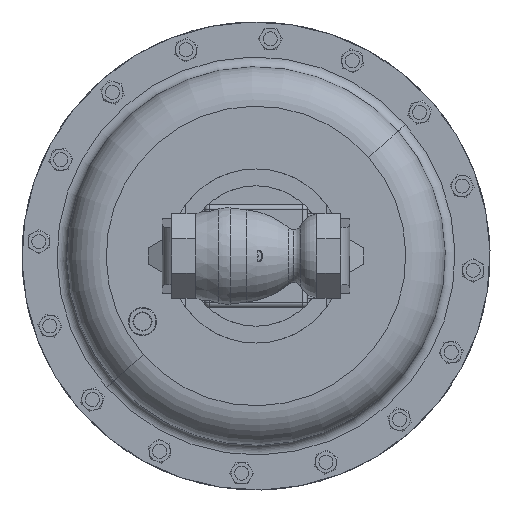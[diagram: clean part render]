
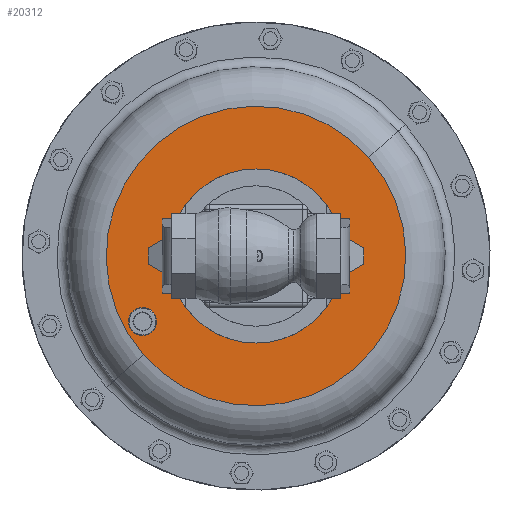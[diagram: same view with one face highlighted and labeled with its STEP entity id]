
A CAD part, front view. The second image highlights one B-rep face of the part: STEP entity #20312.
In plain terms, the highlighted planar face has unit normal (0, -1, 0).
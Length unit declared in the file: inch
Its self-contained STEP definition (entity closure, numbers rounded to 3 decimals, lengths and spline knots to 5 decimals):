
#58 = CARTESIAN_POINT ( 'NONE',  ( -3.03109, 7.835, -1.75 ) ) ;
#326 = DIRECTION ( 'NONE',  ( 0., 1., 0. ) ) ;
#686 = DIRECTION ( 'NONE',  ( -0.752, 0., -0.659 ) ) ;
#1688 = CARTESIAN_POINT ( 'NONE',  ( -3.00736, 7.835, -2.63738 ) ) ;
#2265 = DIRECTION ( 'NONE',  ( 0., 1., 0. ) ) ;
#3294 = EDGE_CURVE ( 'NONE', #7811, #12392, #20393, .T. ) ;
#3417 = ORIENTED_EDGE ( 'NONE', *, *, #6948, .T. ) ;
#4531 = VERTEX_POINT ( 'NONE', #23381 ) ;
#4768 = EDGE_CURVE ( 'NONE', #13573, #23280, #10569, .T. ) ;
#5349 = EDGE_LOOP ( 'NONE', ( #25156, #7893 ) ) ;
#5554 = EDGE_CURVE ( 'NONE', #12392, #7811, #14048, .T. ) ;
#5959 = DIRECTION ( 'NONE',  ( 0., -1., 0. ) ) ;
#6070 = CARTESIAN_POINT ( 'NONE',  ( 0., 7.835, 0. ) ) ;
#6656 = AXIS2_PLACEMENT_3D ( 'NONE', #17333, #17416, #17603 ) ;
#6948 = EDGE_CURVE ( 'NONE', #23499, #4531, #23641, .T. ) ;
#7537 = DIRECTION ( 'NONE',  ( 0., -1., 0. ) ) ;
#7694 = CARTESIAN_POINT ( 'NONE',  ( 0., 7.835, 0. ) ) ;
#7811 = VERTEX_POINT ( 'NONE', #1688 ) ;
#7893 = ORIENTED_EDGE ( 'NONE', *, *, #16320, .F. ) ;
#8694 = DIRECTION ( 'NONE',  ( 1., 0., 0. ) ) ;
#9171 = AXIS2_PLACEMENT_3D ( 'NONE', #6070, #5959, #16290 ) ;
#9707 = CIRCLE ( 'NONE', #9171, 2.325 ) ;
#10569 = CIRCLE ( 'NONE', #14956, 2.325 ) ;
#10789 = DIRECTION ( 'NONE',  ( -0.752, 0., -0.659 ) ) ;
#11077 = CARTESIAN_POINT ( 'NONE',  ( 0., 7.835, 0. ) ) ;
#11182 = DIRECTION ( 'NONE',  ( 0., -1., 0. ) ) ;
#11547 = CARTESIAN_POINT ( 'NONE',  ( 0., 7.835, -2.325 ) ) ;
#12392 = VERTEX_POINT ( 'NONE', #13254 ) ;
#13254 = CARTESIAN_POINT ( 'NONE',  ( 3.00736, 7.835, 2.63738 ) ) ;
#13367 = PLANE ( 'NONE',  #15812 ) ;
#13573 = VERTEX_POINT ( 'NONE', #11547 ) ;
#13585 = AXIS2_PLACEMENT_3D ( 'NONE', #58, #326, #686 ) ;
#13984 = EDGE_LOOP ( 'NONE', ( #24743, #3417 ) ) ;
#14048 = CIRCLE ( 'NONE', #16190, 4. ) ;
#14730 = CARTESIAN_POINT ( 'NONE',  ( -3.03109, 7.835, -1.75 ) ) ;
#14917 = CIRCLE ( 'NONE', #19414, 0.375 ) ;
#14956 = AXIS2_PLACEMENT_3D ( 'NONE', #7694, #7537, #8694 ) ;
#15405 = FACE_BOUND ( 'NONE', #13984, .T. ) ;
#15812 = AXIS2_PLACEMENT_3D ( 'NONE', #20540, #11182, #22545 ) ;
#16190 = AXIS2_PLACEMENT_3D ( 'NONE', #11077, #19108, #10789 ) ;
#16290 = DIRECTION ( 'NONE',  ( 1., 0., 0. ) ) ;
#16320 = EDGE_CURVE ( 'NONE', #23280, #13573, #9707, .T. ) ;
#16785 = DIRECTION ( 'NONE',  ( -0.752, 0., -0.659 ) ) ;
#16887 = EDGE_LOOP ( 'NONE', ( #26137, #25019 ) ) ;
#17333 = CARTESIAN_POINT ( 'NONE',  ( 0., 7.835, 0. ) ) ;
#17416 = DIRECTION ( 'NONE',  ( 0., 1., 0. ) ) ;
#17603 = DIRECTION ( 'NONE',  ( -0.752, 0., -0.659 ) ) ;
#19108 = DIRECTION ( 'NONE',  ( 0., 1., 0. ) ) ;
#19414 = AXIS2_PLACEMENT_3D ( 'NONE', #14730, #2265, #16785 ) ;
#20312 = ADVANCED_FACE ( 'NONE', ( #21497, #26290, #15405 ), #13367, .T. ) ;
#20393 = CIRCLE ( 'NONE', #6656, 4. ) ;
#20540 = CARTESIAN_POINT ( 'NONE',  ( -2.63738, 7.835, 3.00736 ) ) ;
#21497 = FACE_BOUND ( 'NONE', #5349, .T. ) ;
#22545 = DIRECTION ( 'NONE',  ( 0.752, 0., 0.659 ) ) ;
#23280 = VERTEX_POINT ( 'NONE', #26581 ) ;
#23352 = EDGE_CURVE ( 'NONE', #4531, #23499, #14917, .T. ) ;
#23381 = CARTESIAN_POINT ( 'NONE',  ( -3.31303, 7.835, -1.99725 ) ) ;
#23429 = CARTESIAN_POINT ( 'NONE',  ( -2.74915, 7.835, -1.50275 ) ) ;
#23499 = VERTEX_POINT ( 'NONE', #23429 ) ;
#23641 = CIRCLE ( 'NONE', #13585, 0.375 ) ;
#24743 = ORIENTED_EDGE ( 'NONE', *, *, #23352, .T. ) ;
#25019 = ORIENTED_EDGE ( 'NONE', *, *, #5554, .F. ) ;
#25156 = ORIENTED_EDGE ( 'NONE', *, *, #4768, .F. ) ;
#26137 = ORIENTED_EDGE ( 'NONE', *, *, #3294, .F. ) ;
#26290 = FACE_OUTER_BOUND ( 'NONE', #16887, .T. ) ;
#26581 = CARTESIAN_POINT ( 'NONE',  ( 0., 7.835, 2.325 ) ) ;
